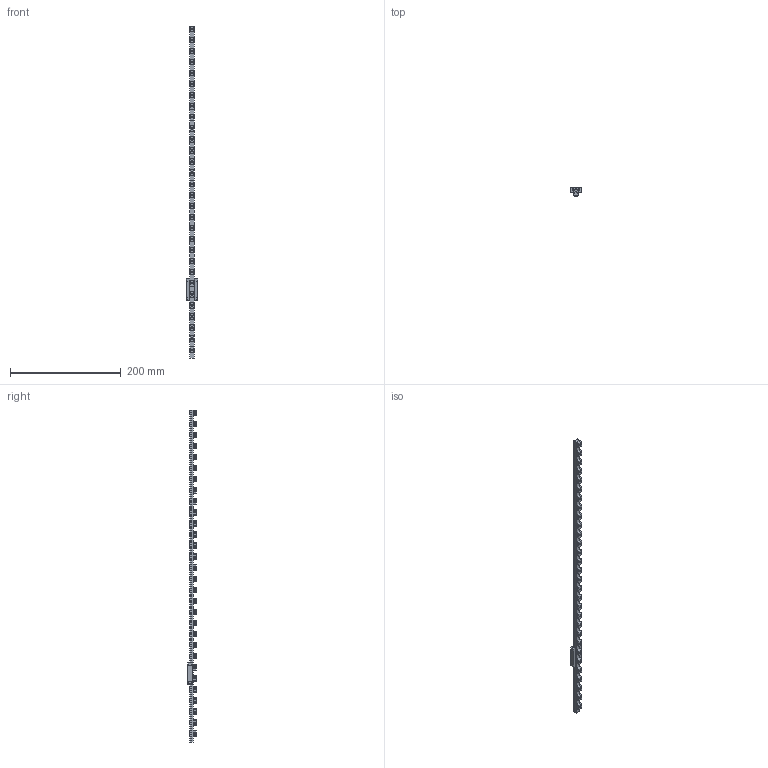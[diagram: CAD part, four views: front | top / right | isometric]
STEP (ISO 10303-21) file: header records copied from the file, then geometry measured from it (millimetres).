
FILE_DESCRIPTION (( 'STEP AP214' ), '1' );
FILE_NAME ('MGN9 600mm X.step', '2019-11-11T12:52:51', ( '' ), ( '' ), 'SwSTEP 2.0', 'SolidWorks 2019', '' );
FILE_SCHEMA (( 'AUTOMOTIVE_DESIGN' ));
Length unit declared in the file: millimetre
Products named in the file (5): MGN9-H___ _________; 2020 Nut Series 5 - M3; socket head cap screw_bsi_BS EN ISO 4762 M3 x 8 - 8N; MGN9___ _________; MGN9 600mm X
Assembly tree (62 placements, depth 2):
  MGN9 600mm X
    MGN9___ _________
    MGN9-H___ _________
    2020 Nut Series 5 - M3  x30
    socket head cap screw_bsi_BS EN ISO 4762 M3 x 8 - 8N  x30
Bounding box: 20 x 15.3 x 600 mm (x, y, z)
Volume: 47828.9 mm3; surface area: 43854 mm2
Topology: 70 solids, 70 shells, 1789 faces, 4223 edges, 2604 vertices
Faces by surface type: plane 1064, cylinder 353, cone 248, torus 120, sphere 4
Entity records: 19696 total; most frequent: DIRECTION 3391, CARTESIAN_POINT 3099, ORIENTED_EDGE 2974, EDGE_CURVE 1487, AXIS2_PLACEMENT_3D 1239, VERTEX_POINT 947, LINE 913, VECTOR 913
